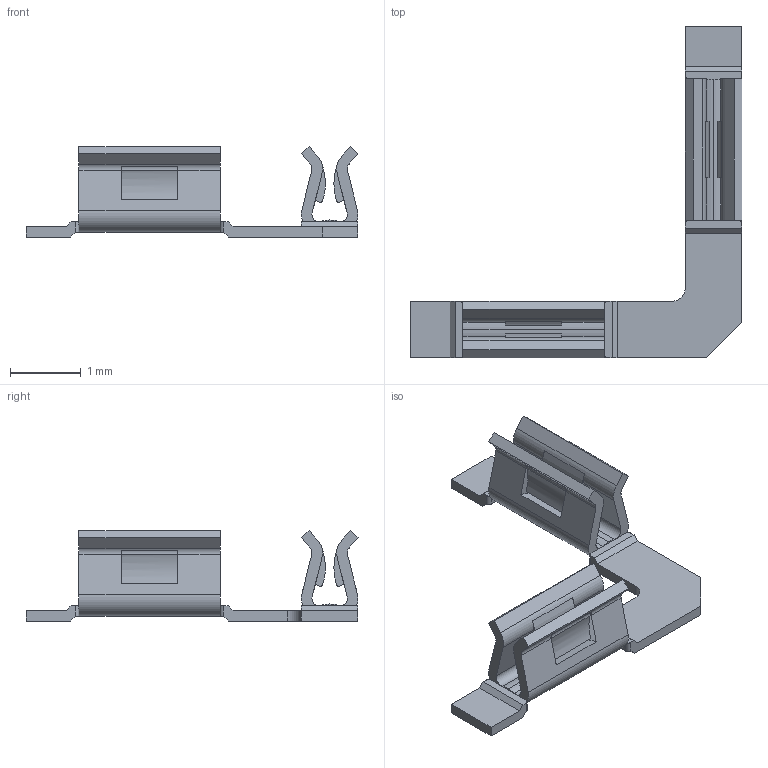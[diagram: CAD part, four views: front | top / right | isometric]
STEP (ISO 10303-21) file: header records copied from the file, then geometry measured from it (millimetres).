
FILE_DESCRIPTION(/* description */ (''),/* implementation_level */ '2;1');
FILE_NAME(/* name */ 'CLIP_HOLLAND-SHIELDING_TCC.stp',/* time_stamp */ '2017-06-06T11:57:42+02:00',/* author */ ('jchouvet'),/* organization */ (''),/* preprocessor_version */ 'ST-DEVELOPER v16.1',/* originating_system */ 'AutoCAD Mechanical',/* authorisation */ '');
FILE_SCHEMA (('AUTOMOTIVE_DESIGN { 1 0 10303 214 3 1 1 }'));
Length unit declared in the file: millimetre
Products named in the file (1): Product
Bounding box: 4.7 x 4.7 x 1.28 mm (x, y, z)
Volume: 2.3 mm3; surface area: 36 mm2
Topology: 1 solids, 1 shells, 144 faces, 432 edges, 278 vertices
Faces by surface type: plane 95, cylinder 49
Entity records: 4920 total; most frequent: ORIENTED_EDGE 864, DIRECTION 862, CARTESIAN_POINT 855, EDGE_CURVE 432, LINE 292, VECTOR 292, AXIS2_PLACEMENT_3D 285, VERTEX_POINT 278
